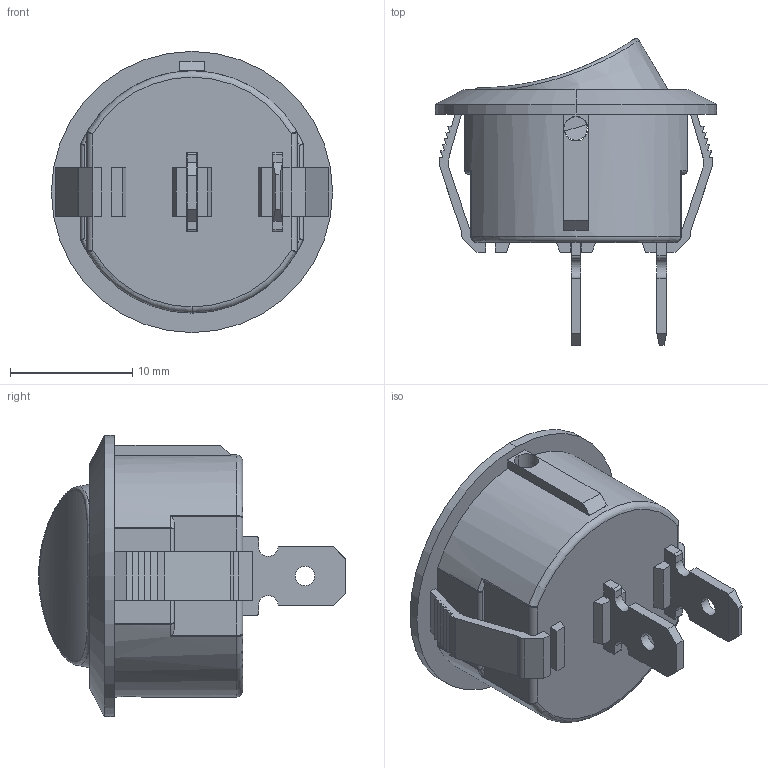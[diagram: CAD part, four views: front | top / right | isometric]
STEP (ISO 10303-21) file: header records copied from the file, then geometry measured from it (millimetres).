
FILE_DESCRIPTION (( 'STEP AP214' ), '1' );
FILE_NAME ('19645_Wippschalter 1-polig 250V 12A.STEP', '2018-04-26T06:39:33', ( '' ), ( '' ), 'SwSTEP 2.0', 'SolidWorks 2017', '' );
FILE_SCHEMA (( 'AUTOMOTIVE_DESIGN' ));
Length unit declared in the file: millimetre
Products named in the file (1): 19645_Wippschalter 1-polig  250V 12A
Bounding box: 23 x 25.08 x 23 mm (x, y, z)
Surface area: 2740.5 mm2 (no closed solid volume)
Topology: 0 solids, 5 shells, 166 faces, 537 edges, 370 vertices
Faces by surface type: plane 104, cylinder 41, bspline 10, torus 7, cone 4
Entity records: 7166 total; most frequent: CARTESIAN_POINT 2597, ORIENTED_EDGE 948, DIRECTION 860, EDGE_CURVE 537, VECTOR 384, LINE 384, VERTEX_POINT 370, AXIS2_PLACEMENT_3D 238
